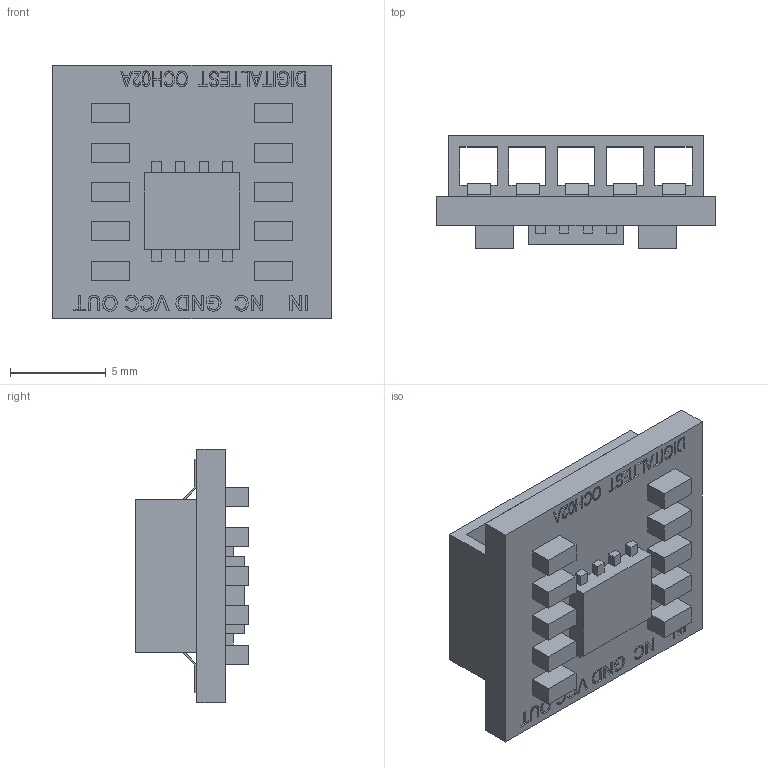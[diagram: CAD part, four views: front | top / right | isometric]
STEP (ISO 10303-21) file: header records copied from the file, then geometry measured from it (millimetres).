
FILE_DESCRIPTION (( 'STEP AP214' ), '1' );
FILE_NAME ('INGUN_18746.STEP', '2024-10-30T12:14:43', ( '' ), ( '' ), 'SwSTEP 2.0', 'SolidWorks 2023', '' );
FILE_SCHEMA (( 'AUTOMOTIVE_DESIGN' ));
Length unit declared in the file: millimetre
Products named in the file (1): INGUN_18746
Bounding box: 14.5 x 5.9 x 13.2 mm (x, y, z)
Volume: 524.5 mm3; surface area: 1017.4 mm2
Topology: 1 solids, 1 shells, 517 faces, 1408 edges, 932 vertices
Faces by surface type: plane 392, bspline 125
Entity records: 23763 total; most frequent: CARTESIAN_POINT 11471, ORIENTED_EDGE 2816, DIRECTION 1944, EDGE_CURVE 1408, VECTOR 1158, LINE 1158, VERTEX_POINT 932, EDGE_LOOP 586
